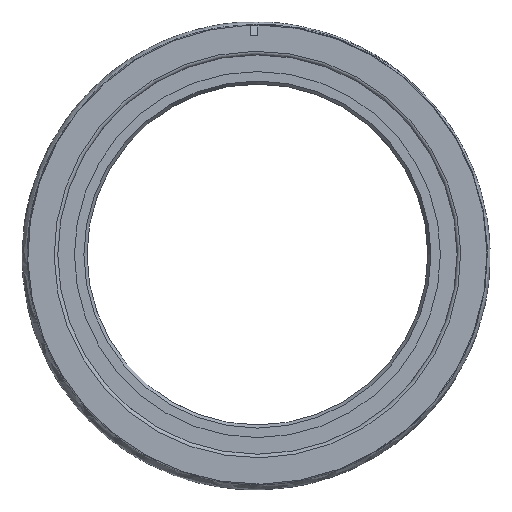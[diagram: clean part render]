
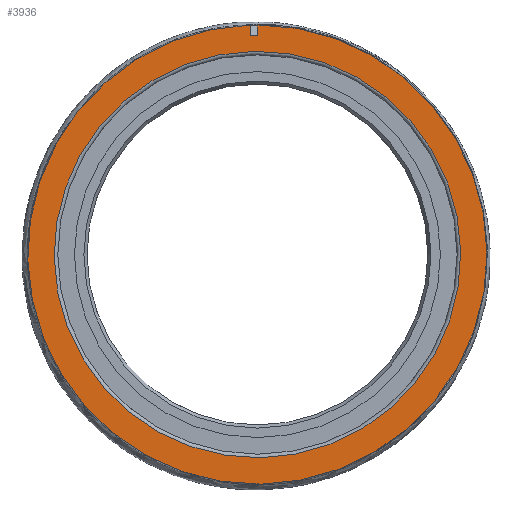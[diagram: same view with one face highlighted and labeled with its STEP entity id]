
A CAD part, left-side view. The second image highlights one B-rep face of the part: STEP entity #3936.
In plain terms, the highlighted planar face has unit normal (-1, 0, 0).
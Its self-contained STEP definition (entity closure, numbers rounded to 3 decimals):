
#130=CIRCLE('',#4322,56.65);
#131=CIRCLE('',#4324,64.);
#414=LINE('',#6843,#618);
#421=LINE('',#6887,#625);
#422=LINE('',#6891,#626);
#618=VECTOR('',#4905,1000.);
#625=VECTOR('',#4960,1000.);
#626=VECTOR('',#4963,1000.);
#816=PLANE('',#4323);
#995=ORIENTED_EDGE('',*,*,#2055,.T.);
#996=ORIENTED_EDGE('',*,*,#2073,.T.);
#997=ORIENTED_EDGE('',*,*,#2074,.T.);
#998=ORIENTED_EDGE('',*,*,#2075,.T.);
#999=ORIENTED_EDGE('',*,*,#2072,.F.);
#2055=EDGE_CURVE('',#2614,#2613,#414,.T.);
#2072=EDGE_CURVE('',#2626,#2626,#130,.T.);
#2073=EDGE_CURVE('',#2613,#2627,#421,.T.);
#2074=EDGE_CURVE('',#2627,#2628,#131,.T.);
#2075=EDGE_CURVE('',#2628,#2614,#422,.T.);
#2613=VERTEX_POINT('',#6842);
#2614=VERTEX_POINT('',#6844);
#2626=VERTEX_POINT('',#6885);
#2627=VERTEX_POINT('',#6888);
#2628=VERTEX_POINT('',#6890);
#3099=EDGE_LOOP('',(#995,#996,#997,#998));
#3100=EDGE_LOOP('',(#999));
#3469=FACE_BOUND('',#3099,.T.);
#3470=FACE_BOUND('',#3100,.T.);
#3936=ADVANCED_FACE('',(#3469,#3470),#816,.F.);
#4322=AXIS2_PLACEMENT_3D('',#6884,#4956,#4957);
#4323=AXIS2_PLACEMENT_3D('',#6886,#4958,#4959);
#4324=AXIS2_PLACEMENT_3D('',#6889,#4961,#4962);
#4905=DIRECTION('',(0.,1.,-0.016));
#4956=DIRECTION('',(-1.,0.,0.));
#4957=DIRECTION('',(0.,0.016,1.));
#4958=DIRECTION('',(1.,0.,0.));
#4959=DIRECTION('',(0.,-0.016,-1.));
#4960=DIRECTION('',(0.,0.016,1.));
#4961=DIRECTION('',(-1.,0.,0.));
#4962=DIRECTION('',(0.,0.016,1.));
#4963=DIRECTION('',(0.,-0.016,-1.));
#6842=CARTESIAN_POINT('',(-31.,1.97,60.976));
#6843=CARTESIAN_POINT('',(-31.,0.97,60.992));
#6844=CARTESIAN_POINT('',(-31.,-0.03,61.008));
#6884=CARTESIAN_POINT('',(-31.,0.,0.));
#6885=CARTESIAN_POINT('',(-31.,0.901,56.643));
#6886=CARTESIAN_POINT('',(-31.,1.018,63.992));
#6887=CARTESIAN_POINT('',(-31.,2.018,63.976));
#6888=CARTESIAN_POINT('',(-31.,2.018,63.968));
#6889=CARTESIAN_POINT('',(-31.,0.,0.));
#6890=CARTESIAN_POINT('',(-31.,0.018,64.));
#6891=CARTESIAN_POINT('',(-31.,0.018,64.008));
